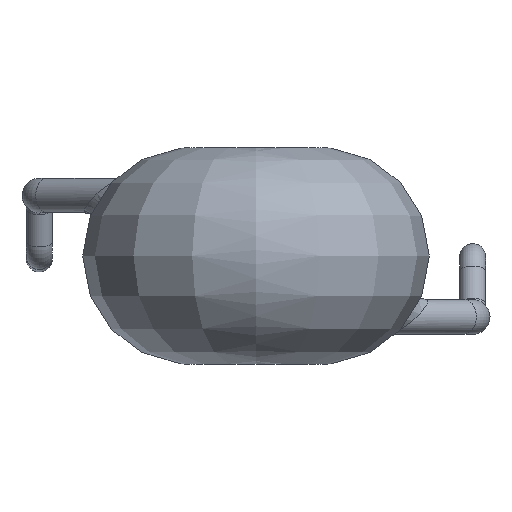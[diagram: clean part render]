
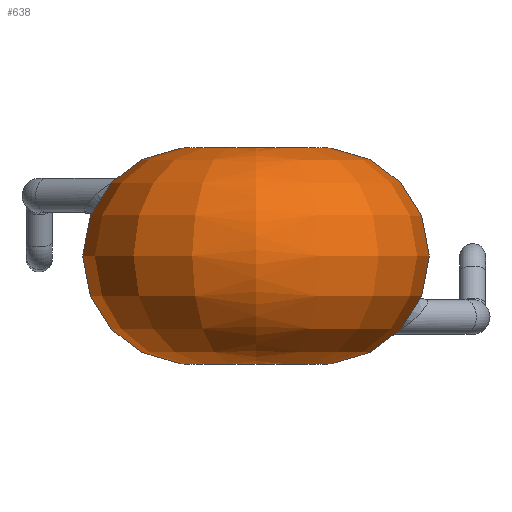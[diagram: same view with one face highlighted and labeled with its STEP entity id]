
A CAD part, top view. The second image highlights one B-rep face of the part: STEP entity #638.
In plain terms, the highlighted free-form (B-spline) face has degree [2, 2] with [7, 9] control points.
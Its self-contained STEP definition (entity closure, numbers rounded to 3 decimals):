
#439=CARTESIAN_POINT('',(3.527,0.458,-1.837));
#440=VERTEX_POINT('',#439);
#470=CARTESIAN_POINT('',(3.527,0.458,-1.837));
#471=CARTESIAN_POINT('',(3.588,0.431,-1.712));
#472=CARTESIAN_POINT('',(3.681,0.319,-1.464));
#473=CARTESIAN_POINT('',(3.724,-0.063,-1.057));
#474=CARTESIAN_POINT('',(3.532,-0.555,-0.849));
#475=CARTESIAN_POINT('',(3.169,-0.954,-0.905));
#476=CARTESIAN_POINT('',(2.912,-1.115,-1.104));
#477=CARTESIAN_POINT('',(2.683,-1.157,-1.486));
#478=CARTESIAN_POINT('',(2.601,-1.027,-1.913));
#479=CARTESIAN_POINT('',(2.614,-0.743,-2.295));
#480=CARTESIAN_POINT('',(2.713,-0.316,-2.614));
#481=CARTESIAN_POINT('',(2.938,0.146,-2.612));
#482=CARTESIAN_POINT('',(3.188,0.383,-2.361));
#483=CARTESIAN_POINT('',(3.353,0.483,-2.153));
#484=CARTESIAN_POINT('',(3.466,0.485,-1.963));
#485=CARTESIAN_POINT('',(3.527,0.458,-1.837));
#486=B_SPLINE_CURVE_WITH_KNOTS('',3,(#470,#471,#472,#473,#474,#475,#476,#477,#478,#479,#480,#481,#482,#483,#484,#485),.UNSPECIFIED.,.T.,.U.,(4,1,1,1,1,1,1,1,1,1,1,1,1,4),(0.0,0.021,0.042,0.083,0.104,0.125,0.135,0.166,0.187,0.208,0.249,0.26,0.27,0.291),.UNSPECIFIED.);
#487=EDGE_CURVE('',#440,#440,#486,.T.);
#512=CARTESIAN_POINT('',(0.,2.8,0.));
#513=CARTESIAN_POINT('',(0.,4.164,-1.819));
#514=CARTESIAN_POINT('',(0.,2.482,-3.349));
#515=CARTESIAN_POINT('',(0.,0.8,-4.88));
#516=CARTESIAN_POINT('',(0.,-0.882,-3.349));
#517=CARTESIAN_POINT('',(0.,-2.564,-1.819));
#518=CARTESIAN_POINT('',(0.,-1.2,0.));
#519=CARTESIAN_POINT('',(0.,2.8,0.));
#520=CARTESIAN_POINT('',(-1.819,4.164,-1.819));
#521=CARTESIAN_POINT('',(-3.349,2.482,-3.349));
#522=CARTESIAN_POINT('',(-4.88,0.8,-4.88));
#523=CARTESIAN_POINT('',(-3.349,-0.882,-3.349));
#524=CARTESIAN_POINT('',(-1.819,-2.564,-1.819));
#525=CARTESIAN_POINT('',(0.,-1.2,0.));
#526=CARTESIAN_POINT('',(0.,2.8,0.));
#527=CARTESIAN_POINT('',(-1.819,4.164,0.));
#528=CARTESIAN_POINT('',(-3.349,2.482,0.));
#529=CARTESIAN_POINT('',(-4.88,0.8,0.));
#530=CARTESIAN_POINT('',(-3.349,-0.882,0.));
#531=CARTESIAN_POINT('',(-1.819,-2.564,0.));
#532=CARTESIAN_POINT('',(0.,-1.2,0.));
#533=CARTESIAN_POINT('',(0.,2.8,0.));
#534=CARTESIAN_POINT('',(-1.819,4.164,1.819));
#535=CARTESIAN_POINT('',(-3.349,2.482,3.349));
#536=CARTESIAN_POINT('',(-4.88,0.8,4.88));
#537=CARTESIAN_POINT('',(-3.349,-0.882,3.349));
#538=CARTESIAN_POINT('',(-1.819,-2.564,1.819));
#539=CARTESIAN_POINT('',(0.,-1.2,0.));
#540=CARTESIAN_POINT('',(0.,2.8,0.));
#541=CARTESIAN_POINT('',(0.,4.164,1.819));
#542=CARTESIAN_POINT('',(0.,2.482,3.349));
#543=CARTESIAN_POINT('',(0.,0.8,4.88));
#544=CARTESIAN_POINT('',(0.,-0.882,3.349));
#545=CARTESIAN_POINT('',(0.,-2.564,1.819));
#546=CARTESIAN_POINT('',(0.,-1.2,0.));
#547=CARTESIAN_POINT('',(0.,2.8,0.));
#548=CARTESIAN_POINT('',(1.819,4.164,1.819));
#549=CARTESIAN_POINT('',(3.349,2.482,3.349));
#550=CARTESIAN_POINT('',(4.88,0.8,4.88));
#551=CARTESIAN_POINT('',(3.349,-0.882,3.349));
#552=CARTESIAN_POINT('',(1.819,-2.564,1.819));
#553=CARTESIAN_POINT('',(0.,-1.2,0.));
#554=CARTESIAN_POINT('',(0.,2.8,0.));
#555=CARTESIAN_POINT('',(1.819,4.164,0.));
#556=CARTESIAN_POINT('',(3.349,2.482,0.));
#557=CARTESIAN_POINT('',(4.88,0.8,0.));
#558=CARTESIAN_POINT('',(3.349,-0.882,0.));
#559=CARTESIAN_POINT('',(1.819,-2.564,0.));
#560=CARTESIAN_POINT('',(0.,-1.2,0.));
#561=CARTESIAN_POINT('',(0.,2.8,0.));
#562=CARTESIAN_POINT('',(1.819,4.164,-1.819));
#563=CARTESIAN_POINT('',(3.349,2.482,-3.349));
#564=CARTESIAN_POINT('',(4.88,0.8,-4.88));
#565=CARTESIAN_POINT('',(3.349,-0.882,-3.349));
#566=CARTESIAN_POINT('',(1.819,-2.564,-1.819));
#567=CARTESIAN_POINT('',(0.,-1.2,0.));
#568=CARTESIAN_POINT('',(0.,2.8,0.));
#569=CARTESIAN_POINT('',(0.,4.164,-1.819));
#570=CARTESIAN_POINT('',(0.,2.482,-3.349));
#571=CARTESIAN_POINT('',(0.,0.8,-4.88));
#572=CARTESIAN_POINT('',(0.,-0.882,-3.349));
#573=CARTESIAN_POINT('',(0.,-2.564,-1.819));
#574=CARTESIAN_POINT('',(0.,-1.2,0.));
#582=(BOUNDED_SURFACE()B_SPLINE_SURFACE(2,2,((#512,#519,#526,#533,#540,#547,#554,#561,#568),(#513,#520,#527,#534,#541,#548,#555,#562,#569),(#514,#521,#528,#535,#542,#549,#556,#563,#570),(#515,#522,#529,#536,#543,#550,#557,#564,#571),(#516,#523,#530,#537,#544,#551,#558,#565,#572),(#517,#524,#531,#538,#545,#552,#559,#566,#573),(#518,#525,#532,#539,#546,#553,#560,#567,#574)),.UNSPECIFIED.,.F.,.T.,.U.)B_SPLINE_SURFACE_WITH_KNOTS((3,2,2,3),(3,2,2,2,3),(-2.214,-0.738,0.738,2.214),(0.0,1.571,3.142,4.712,6.283),.UNSPECIFIED.)GEOMETRIC_REPRESENTATION_ITEM()RATIONAL_B_SPLINE_SURFACE(((1.0,0.707,1.0,0.707,1.0,0.707,1.0,0.707,1.0),(0.74,0.523,0.74,0.523,0.74,0.523,0.74,0.523,0.74),(1.0,0.707,1.0,0.707,1.0,0.707,1.0,0.707,1.0),(0.74,0.523,0.74,0.523,0.74,0.523,0.74,0.523,0.74),(1.0,0.707,1.0,0.707,1.0,0.707,1.0,0.707,1.0),(0.74,0.523,0.74,0.523,0.74,0.523,0.74,0.523,0.74),(1.0,0.707,1.0,0.707,1.0,0.707,1.0,0.707,1.0)))REPRESENTATION_ITEM('')SURFACE());
#583=CARTESIAN_POINT('',(0.,3.3,1.5));
#584=VERTEX_POINT('',#583);
#585=CARTESIAN_POINT('',(0.,3.3,0.));
#586=DIRECTION('',(0.0,-1.0,0.0));
#587=DIRECTION('',(0.0,0.0,-1.0));
#588=AXIS2_PLACEMENT_3D('',#585,#586,#587);
#589=CIRCLE('',#588,1.5);
#590=EDGE_CURVE('',#584,#584,#589,.T.);
#591=ORIENTED_EDGE('',*,*,#590,.T.);
#592=EDGE_LOOP('',(#591));
#593=FACE_OUTER_BOUND('',#592,.T.);
#594=CARTESIAN_POINT('',(0.,-1.7,1.5));
#595=VERTEX_POINT('',#594);
#596=CARTESIAN_POINT('',(0.,-1.7,0.));
#597=DIRECTION('',(0.0,1.0,0.0));
#598=DIRECTION('',(0.0,0.0,-1.0));
#599=AXIS2_PLACEMENT_3D('',#596,#597,#598);
#600=CIRCLE('',#599,1.5);
#601=EDGE_CURVE('',#595,#595,#600,.T.);
#602=ORIENTED_EDGE('',*,*,#601,.T.);
#603=EDGE_LOOP('',(#602));
#604=FACE_BOUND('',#603,.T.);
#605=CARTESIAN_POINT('',(-2.798,2.733,-1.3));
#606=VERTEX_POINT('',#605);
#607=CARTESIAN_POINT('',(-2.797,2.734,-1.298));
#608=CARTESIAN_POINT('',(-2.762,2.739,-1.361));
#609=CARTESIAN_POINT('',(-2.644,2.724,-1.634));
#610=CARTESIAN_POINT('',(-2.609,2.607,-1.92));
#611=CARTESIAN_POINT('',(-2.61,2.471,-2.116));
#612=CARTESIAN_POINT('',(-2.612,2.43,-2.171));
#613=CARTESIAN_POINT('',(-2.619,2.354,-2.261));
#614=CARTESIAN_POINT('',(-2.643,2.209,-2.399));
#615=CARTESIAN_POINT('',(-2.69,2.042,-2.501));
#616=CARTESIAN_POINT('',(-2.775,1.807,-2.586));
#617=CARTESIAN_POINT('',(-2.907,1.53,-2.603));
#618=CARTESIAN_POINT('',(-3.147,1.228,-2.424));
#619=CARTESIAN_POINT('',(-3.399,1.094,-2.091));
#620=CARTESIAN_POINT('',(-3.634,1.162,-1.64));
#621=CARTESIAN_POINT('',(-3.741,1.502,-1.181));
#622=CARTESIAN_POINT('',(-3.629,1.914,-0.95));
#623=CARTESIAN_POINT('',(-3.482,2.168,-0.891));
#624=CARTESIAN_POINT('',(-3.416,2.262,-0.883));
#625=CARTESIAN_POINT('',(-3.376,2.314,-0.883));
#626=CARTESIAN_POINT('',(-3.271,2.442,-0.89));
#627=CARTESIAN_POINT('',(-3.062,2.638,-0.96));
#628=CARTESIAN_POINT('',(-2.868,2.725,-1.172));
#629=CARTESIAN_POINT('',(-2.797,2.734,-1.298));
#630=B_SPLINE_CURVE_WITH_KNOTS('',3,(#607,#608,#609,#610,#611,#612,#613,#614,#615,#616,#617,#618,#619,#620,#621,#622,#623,#624,#625,#626,#627,#628,#629),.UNSPECIFIED.,.T.,.U.,(4,1,1,1,1,1,1,1,1,1,1,1,1,1,1,1,1,1,1,1,4),(0.0,0.01,0.04,0.042,0.045,0.049,0.059,0.074,0.079,0.099,0.119,0.139,0.158,0.188,0.218,0.228,0.233,0.235,0.237,0.257,0.277),.UNSPECIFIED.);
#631=EDGE_CURVE('',#606,#606,#630,.T.);
#632=ORIENTED_EDGE('',*,*,#631,.F.);
#633=EDGE_LOOP('',(#632));
#634=FACE_BOUND('',#633,.T.);
#635=ORIENTED_EDGE('',*,*,#487,.F.);
#636=EDGE_LOOP('',(#635));
#637=FACE_BOUND('',#636,.T.);
#638=ADVANCED_FACE('',(#593,#604,#634,#637),#582,.T.);
